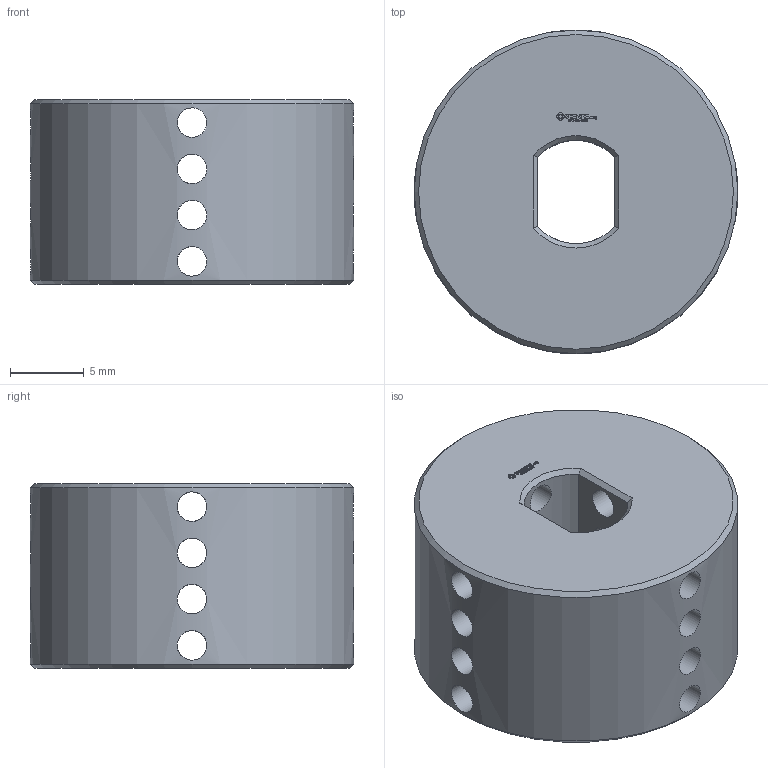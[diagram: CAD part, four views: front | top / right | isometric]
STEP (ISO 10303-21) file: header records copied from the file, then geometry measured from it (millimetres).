
FILE_DESCRIPTION(('FreeCAD Model'),'2;1');
FILE_NAME('Open CASCADE Shape Model','2024-03-12T23:30:06',(''),(''), 'Open CASCADE STEP processor 7.6','FreeCAD','Unknown');
FILE_SCHEMA(('AUTOMOTIVE_DESIGN { 1 0 10303 214 1 1 1 1 }'));
Length unit declared in the file: millimetre
Products named in the file (1): Shaft Collar IDX BU01.75x01.00 - SPN-SCL-0016 (stemfie.org)
Bounding box: 21.88 x 21.88 x 12.5 mm (x, y, z)
Volume: 3884.3 mm3; surface area: 2471.8 mm2
Topology: 1 solids, 1 shells, 516 faces, 1451 edges, 964 vertices
Faces by surface type: plane 301, extrusion 190, cylinder 19, cone 6
Full cylindrical faces by diameter (mm): 2 x16, 21.875 x1
Entity records: 17676 total; most frequent: CARTESIAN_POINT 5039, ORIENTED_EDGE 2902, DIRECTION 1911, EDGE_CURVE 1451, VECTOR 1201, LINE 1011, VERTEX_POINT 964, B_SPLINE_CURVE_WITH_KNOTS 602
